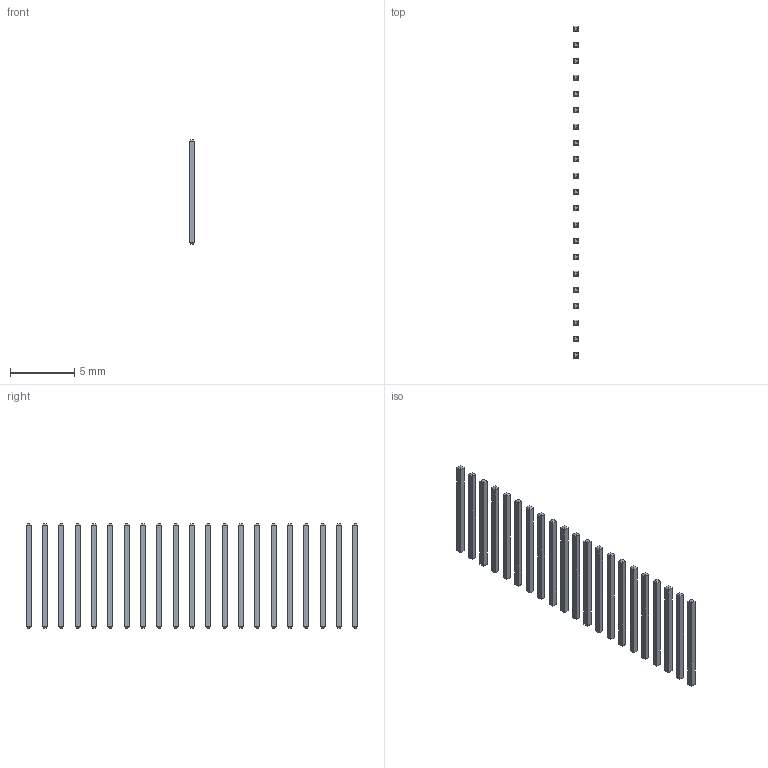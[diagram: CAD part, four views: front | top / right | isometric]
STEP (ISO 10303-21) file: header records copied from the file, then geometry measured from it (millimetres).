
FILE_DESCRIPTION(('STEP AP242'),'1');
FILE_NAME('PinHeader_1x21_P1.27mm_length8.1mm_Vertical.step','2023-07-22T12:41:33',(' '),(' '),'Spatial InterOp 3D',' ',' ');
FILE_SCHEMA(('AP242_MANAGED_MODEL_BASED_3D_ENGINEERING_MIM_LF {1 0 10303 442 1 1 4}'));
Length unit declared in the file: metre
Products named in the file (2): PinHeader_1x21_P1.27mm_length8.1mm_Vertical; PinHeader_1x21_P1.27mm_Vertical
Assembly tree (1 placements, depth 2):
  PinHeader_1x21_P1.27mm_length8.1mm_Vertical
    PinHeader_1x21_P1.27mm_Vertical
Bounding box: 0.4 x 25.8 x 8.1 mm (x, y, z)
Volume: 26.9 mm3; surface area: 274.2 mm2
Topology: 21 solids, 21 shells, 294 faces, 588 edges, 336 vertices
Faces by surface type: plane 294
Entity records: 7400 total; most frequent: CARTESIAN_POINT 1220, DIRECTION 1180, ORIENTED_EDGE 1176, EDGE_CURVE 588, LINE 588, VECTOR 588, VERTEX_POINT 336, AXIS2_PLACEMENT_3D 296
